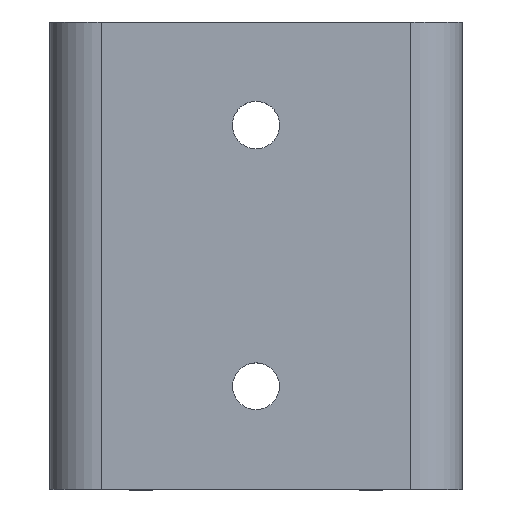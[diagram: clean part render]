
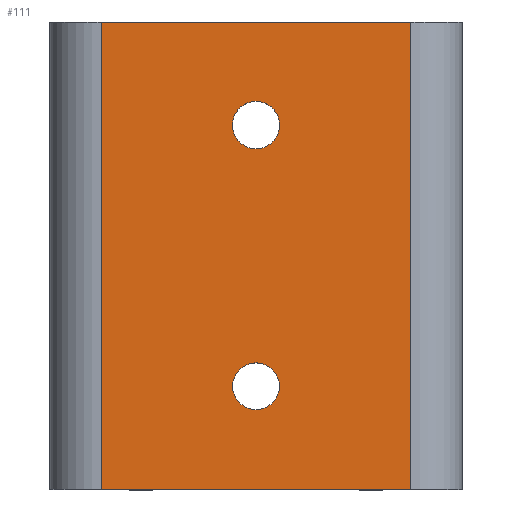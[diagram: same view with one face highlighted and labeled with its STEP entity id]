
A CAD part, top view. The second image highlights one B-rep face of the part: STEP entity #111.
In plain terms, the highlighted planar face has unit normal (0, 0, 1).
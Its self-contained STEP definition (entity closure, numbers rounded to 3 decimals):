
#111=ADVANCED_FACE('',(#234,#235,#236),#237,.T.);
#234=FACE_OUTER_BOUND('',#380,.T.);
#235=FACE_BOUND('',#381,.T.);
#236=FACE_BOUND('',#382,.T.);
#237=PLANE('',#383);
#380=EDGE_LOOP('',(#567,#568,#569,#570));
#381=EDGE_LOOP('',(#571));
#382=EDGE_LOOP('',(#572));
#383=AXIS2_PLACEMENT_3D('',#573,#574,#575);
#567=ORIENTED_EDGE('',*,*,#886,.F.);
#568=ORIENTED_EDGE('',*,*,#858,.F.);
#569=ORIENTED_EDGE('',*,*,#887,.T.);
#570=ORIENTED_EDGE('',*,*,#852,.T.);
#571=ORIENTED_EDGE('',*,*,#888,.F.);
#572=ORIENTED_EDGE('',*,*,#889,.F.);
#573=CARTESIAN_POINT('',(-34.702,88.053,242.252));
#574=DIRECTION('',(0.,0.,1.));
#575=DIRECTION('',(1.,0.,0.));
#852=EDGE_CURVE('',#1008,#1005,#1009,.T.);
#858=EDGE_CURVE('',#1016,#1014,#1018,.T.);
#886=EDGE_CURVE('',#1014,#1005,#1063,.T.);
#887=EDGE_CURVE('',#1016,#1008,#1064,.T.);
#888=EDGE_CURVE('',#1065,#1065,#1066,.T.);
#889=EDGE_CURVE('',#1067,#1067,#1068,.T.);
#1005=VERTEX_POINT('',#1225);
#1008=VERTEX_POINT('',#1228);
#1009=LINE('',#1229,#1230);
#1014=VERTEX_POINT('',#1236);
#1016=VERTEX_POINT('',#1238);
#1018=LINE('',#1240,#1241);
#1063=LINE('',#1301,#1302);
#1064=LINE('',#1303,#1304);
#1065=VERTEX_POINT('',#1305);
#1066=CIRCLE('',#1306,3.45);
#1067=VERTEX_POINT('',#1307);
#1068=CIRCLE('',#1308,3.4);
#1225=CARTESIAN_POINT('',(-34.702,20.053,242.252));
#1228=CARTESIAN_POINT('',(-34.702,88.053,242.252));
#1229=CARTESIAN_POINT('',(-34.702,88.053,242.252));
#1230=VECTOR('',#1488,1.);
#1236=CARTESIAN_POINT('',(10.298,20.053,242.252));
#1238=CARTESIAN_POINT('',(10.298,88.053,242.252));
#1240=CARTESIAN_POINT('',(10.298,88.053,242.252));
#1241=VECTOR('',#1499,1.);
#1301=CARTESIAN_POINT('',(-34.702,20.053,242.252));
#1302=VECTOR('',#1530,1.);
#1303=CARTESIAN_POINT('',(-34.702,88.053,242.252));
#1304=VECTOR('',#1531,1.);
#1305=CARTESIAN_POINT('',(-12.202,69.603,242.252));
#1306=AXIS2_PLACEMENT_3D('',#1532,#1533,#1534);
#1307=CARTESIAN_POINT('',(-12.202,31.653,242.252));
#1308=AXIS2_PLACEMENT_3D('',#1535,#1536,#1537);
#1488=DIRECTION('',(0.,-1.,0.));
#1499=DIRECTION('',(0.,-1.,0.));
#1530=DIRECTION('',(-1.,0.,0.));
#1531=DIRECTION('',(-1.,0.,0.));
#1532=CARTESIAN_POINT('',(-12.202,73.053,242.252));
#1533=DIRECTION('',(0.,0.,1.));
#1534=DIRECTION('',(0.,-1.,0.));
#1535=CARTESIAN_POINT('',(-12.202,35.053,242.252));
#1536=DIRECTION('',(0.,0.,1.));
#1537=DIRECTION('',(0.,-1.,0.));
